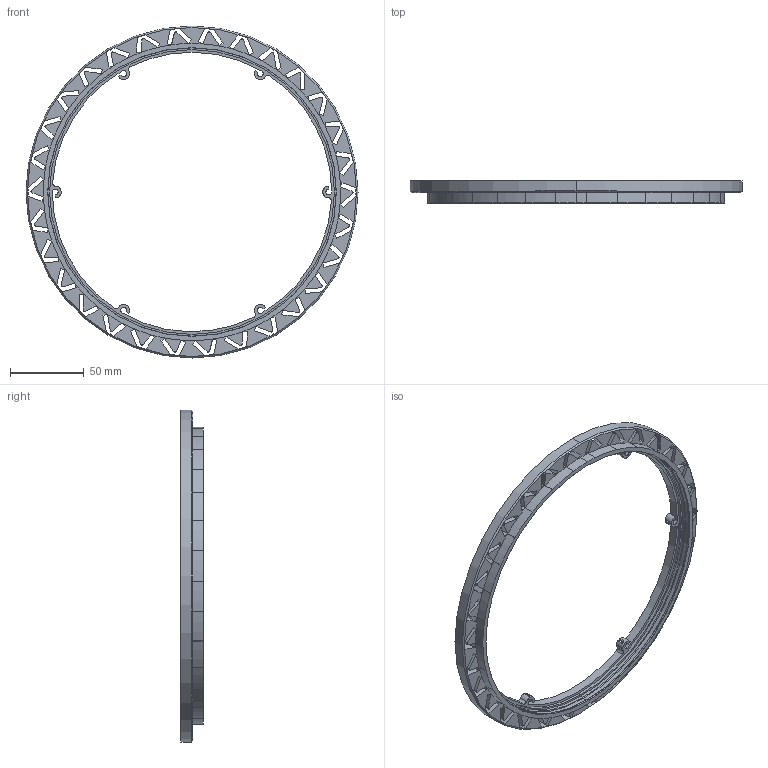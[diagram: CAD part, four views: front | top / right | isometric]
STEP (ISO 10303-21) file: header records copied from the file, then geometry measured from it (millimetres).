
FILE_DESCRIPTION (( 'STEP AP214' ), '1' );
FILE_NAME ('迖攫.STEP', '2024-12-30T05:55:05', ( '' ), ( '' ), 'SwSTEP 2.0', 'SolidWorks 2022', '' );
FILE_SCHEMA (( 'AUTOMOTIVE_DESIGN' ));
Length unit declared in the file: millimetre
Products named in the file (1): 托盘
Bounding box: 225.72 x 15 x 225.72 mm (x, y, z)
Volume: 86763.9 mm3; surface area: 52359.6 mm2
Topology: 1 solids, 1 shells, 432 faces, 1321 edges, 864 vertices
Faces by surface type: plane 209, cylinder 191, bspline 24, cone 8
Entity records: 15803 total; most frequent: CARTESIAN_POINT 3686, ORIENTED_EDGE 2642, DIRECTION 2475, EDGE_CURVE 1321, VECTOR 889, LINE 889, VERTEX_POINT 864, AXIS2_PLACEMENT_3D 793
